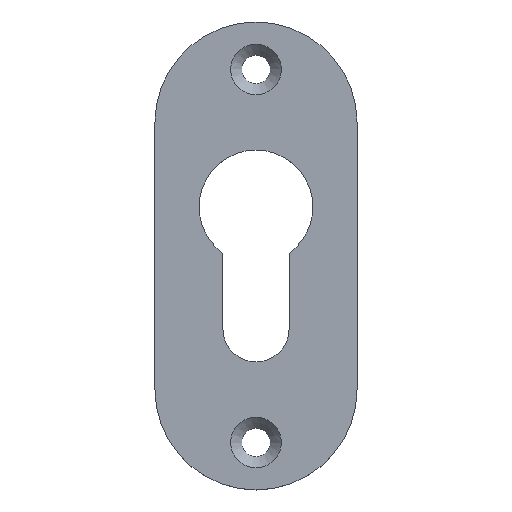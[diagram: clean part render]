
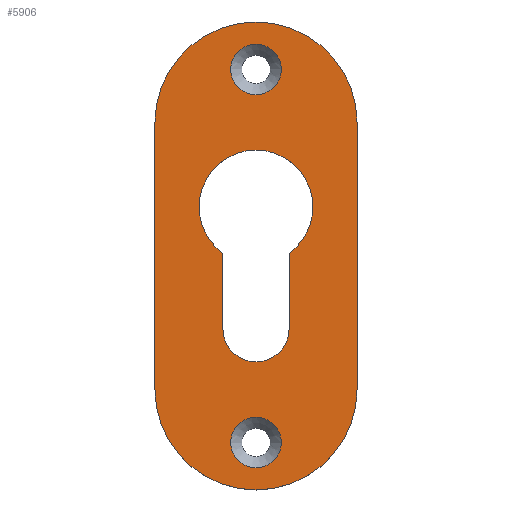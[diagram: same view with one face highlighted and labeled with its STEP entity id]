
A CAD part, top view. The second image highlights one B-rep face of the part: STEP entity #5906.
In plain terms, the highlighted planar face has unit normal (0, 0, 1).
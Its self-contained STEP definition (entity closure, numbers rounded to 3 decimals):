
#15 = EDGE_CURVE ( 'NONE', #9957, #5316, #8439, .T. ) ;
#37 = CIRCLE ( 'NONE', #7569, 5.25 ) ;
#210 = CARTESIAN_POINT ( 'NONE',  ( 0., 21., 6. ) ) ;
#245 = DIRECTION ( 'NONE',  ( 1., 0., 0. ) ) ;
#278 = CIRCLE ( 'NONE', #3665, 9. ) ;
#324 = VECTOR ( 'NONE', #423, 1000. ) ;
#406 = VECTOR ( 'NONE', #2968, 1000. ) ;
#409 = EDGE_CURVE ( 'NONE', #4486, #8543, #5610, .T. ) ;
#423 = DIRECTION ( 'NONE',  ( 0., -1., 0. ) ) ;
#551 = EDGE_LOOP ( 'NONE', ( #3701, #3144, #8468, #9737, #8320, #3300 ) ) ;
#555 = VERTEX_POINT ( 'NONE', #9657 ) ;
#571 = CIRCLE ( 'NONE', #1646, 4. ) ;
#610 = AXIS2_PLACEMENT_3D ( 'NONE', #10126, #5369, #4509 ) ;
#672 = EDGE_CURVE ( 'NONE', #1767, #9563, #2412, .T. ) ;
#692 = VERTEX_POINT ( 'NONE', #7104 ) ;
#806 = CARTESIAN_POINT ( 'NONE',  ( 0., 7.75, 6. ) ) ;
#959 = EDGE_CURVE ( 'NONE', #1495, #2372, #5102, .T. ) ;
#1301 = EDGE_LOOP ( 'NONE', ( #3180, #5819 ) ) ;
#1479 = LINE ( 'NONE', #3137, #8104 ) ;
#1487 = EDGE_CURVE ( 'NONE', #692, #1767, #278, .T. ) ;
#1495 = VERTEX_POINT ( 'NONE', #5667 ) ;
#1529 = CIRCLE ( 'NONE', #10240, 16. ) ;
#1646 = AXIS2_PLACEMENT_3D ( 'NONE', #3102, #9362, #10471 ) ;
#1686 = EDGE_CURVE ( 'NONE', #555, #3209, #1918, .T. ) ;
#1767 = VERTEX_POINT ( 'NONE', #5138 ) ;
#1883 = CIRCLE ( 'NONE', #610, 16. ) ;
#1885 = EDGE_CURVE ( 'NONE', #7000, #1495, #37, .T. ) ;
#1918 = CIRCLE ( 'NONE', #4988, 16. ) ;
#1963 = CIRCLE ( 'NONE', #2314, 4. ) ;
#2043 = CARTESIAN_POINT ( 'NONE',  ( 0., 21., 6. ) ) ;
#2101 = CIRCLE ( 'NONE', #3656, 16. ) ;
#2242 = AXIS2_PLACEMENT_3D ( 'NONE', #7933, #8767, #3863 ) ;
#2306 = DIRECTION ( 'NONE',  ( 0., 0., 1. ) ) ;
#2314 = AXIS2_PLACEMENT_3D ( 'NONE', #7124, #4632, #3122 ) ;
#2372 = VERTEX_POINT ( 'NONE', #3607 ) ;
#2412 = CIRCLE ( 'NONE', #2242, 9. ) ;
#2575 = CARTESIAN_POINT ( 'NONE',  ( 4., -29.5, 6. ) ) ;
#2618 = FACE_OUTER_BOUND ( 'NONE', #3283, .T. ) ;
#2625 = EDGE_CURVE ( 'NONE', #8560, #6281, #1529, .T. ) ;
#2925 = CARTESIAN_POINT ( 'NONE',  ( 16., 37., 6. ) ) ;
#2959 = LINE ( 'NONE', #10307, #324 ) ;
#2964 = CARTESIAN_POINT ( 'NONE',  ( 0., 29.5, 6. ) ) ;
#2968 = DIRECTION ( 'NONE',  ( 0., 1., 0. ) ) ;
#3102 = CARTESIAN_POINT ( 'NONE',  ( 0., 29.5, 6. ) ) ;
#3109 = CIRCLE ( 'NONE', #10175, 4. ) ;
#3122 = DIRECTION ( 'NONE',  ( 1., 0., 0. ) ) ;
#3123 = DIRECTION ( 'NONE',  ( 1., 0., 0. ) ) ;
#3137 = CARTESIAN_POINT ( 'NONE',  ( -5.25, -11.5, 6. ) ) ;
#3144 = ORIENTED_EDGE ( 'NONE', *, *, #1885, .F. ) ;
#3180 = ORIENTED_EDGE ( 'NONE', *, *, #7485, .T. ) ;
#3209 = VERTEX_POINT ( 'NONE', #8442 ) ;
#3283 = EDGE_LOOP ( 'NONE', ( #9678, #3339, #8783, #3480, #9173, #9067 ) ) ;
#3300 = ORIENTED_EDGE ( 'NONE', *, *, #7817, .F. ) ;
#3339 = ORIENTED_EDGE ( 'NONE', *, *, #4749, .T. ) ;
#3480 = ORIENTED_EDGE ( 'NONE', *, *, #6473, .T. ) ;
#3523 = DIRECTION ( 'NONE',  ( 0., 0., 1. ) ) ;
#3607 = CARTESIAN_POINT ( 'NONE',  ( 5.25, 0.44, 6. ) ) ;
#3656 = AXIS2_PLACEMENT_3D ( 'NONE', #2043, #9422, #5388 ) ;
#3665 = AXIS2_PLACEMENT_3D ( 'NONE', #806, #9811, #4917 ) ;
#3700 = CARTESIAN_POINT ( 'NONE',  ( 0., -11.5, 6. ) ) ;
#3701 = ORIENTED_EDGE ( 'NONE', *, *, #959, .F. ) ;
#3756 = FACE_BOUND ( 'NONE', #551, .T. ) ;
#3863 = DIRECTION ( 'NONE',  ( 1., 0., 0. ) ) ;
#3966 = CARTESIAN_POINT ( 'NONE',  ( 5.25, 0.44, 6. ) ) ;
#4118 = CARTESIAN_POINT ( 'NONE',  ( 16., 21., 6. ) ) ;
#4486 = VERTEX_POINT ( 'NONE', #10267 ) ;
#4509 = DIRECTION ( 'NONE',  ( 1., 0., 0. ) ) ;
#4529 = DIRECTION ( 'NONE',  ( 1., 0., 0. ) ) ;
#4632 = DIRECTION ( 'NONE',  ( 0., 0., -1. ) ) ;
#4662 = FACE_BOUND ( 'NONE', #7414, .T. ) ;
#4749 = EDGE_CURVE ( 'NONE', #6281, #4486, #1883, .T. ) ;
#4873 = DIRECTION ( 'NONE',  ( 0., -1., 0. ) ) ;
#4917 = DIRECTION ( 'NONE',  ( 1., 0., 0. ) ) ;
#4962 = AXIS2_PLACEMENT_3D ( 'NONE', #2964, #9590, #5518 ) ;
#4988 = AXIS2_PLACEMENT_3D ( 'NONE', #210, #3523, #245 ) ;
#5057 = VERTEX_POINT ( 'NONE', #2575 ) ;
#5102 = LINE ( 'NONE', #3966, #8943 ) ;
#5138 = CARTESIAN_POINT ( 'NONE',  ( -9., 7.75, 6. ) ) ;
#5316 = VERTEX_POINT ( 'NONE', #9001 ) ;
#5369 = DIRECTION ( 'NONE',  ( 0., 0., 1. ) ) ;
#5388 = DIRECTION ( 'NONE',  ( 1., 0., 0. ) ) ;
#5518 = DIRECTION ( 'NONE',  ( 1., 0., 0. ) ) ;
#5610 = LINE ( 'NONE', #2925, #406 ) ;
#5642 = DIRECTION ( 'NONE',  ( 1., 0., 0. ) ) ;
#5667 = CARTESIAN_POINT ( 'NONE',  ( 5.25, -11.5, 6. ) ) ;
#5796 = DIRECTION ( 'NONE',  ( 1., 0., 0. ) ) ;
#5819 = ORIENTED_EDGE ( 'NONE', *, *, #10095, .T. ) ;
#5870 = DIRECTION ( 'NONE',  ( 0., 0., 1. ) ) ;
#5906 = ADVANCED_FACE ( 'NONE', ( #9793, #4662, #2618, #3756 ), #6519, .T. ) ;
#6134 = CARTESIAN_POINT ( 'NONE',  ( -4., -29.5, 6. ) ) ;
#6281 = VERTEX_POINT ( 'NONE', #9328 ) ;
#6473 = EDGE_CURVE ( 'NONE', #8543, #555, #2101, .T. ) ;
#6519 = PLANE ( 'NONE',  #8469 ) ;
#6571 = CARTESIAN_POINT ( 'NONE',  ( -5.25, -11.5, 6. ) ) ;
#6581 = DIRECTION ( 'NONE',  ( 0., 0., -1. ) ) ;
#6604 = DIRECTION ( 'NONE',  ( 0., 0., 1. ) ) ;
#7000 = VERTEX_POINT ( 'NONE', #6571 ) ;
#7104 = CARTESIAN_POINT ( 'NONE',  ( 9., 7.75, 6. ) ) ;
#7124 = CARTESIAN_POINT ( 'NONE',  ( 0., -29.5, 6. ) ) ;
#7225 = AXIS2_PLACEMENT_3D ( 'NONE', #8149, #6604, #5642 ) ;
#7351 = EDGE_CURVE ( 'NONE', #9563, #7000, #1479, .T. ) ;
#7402 = CARTESIAN_POINT ( 'NONE',  ( 0., -29.5, 6. ) ) ;
#7414 = EDGE_LOOP ( 'NONE', ( #8074, #9388 ) ) ;
#7485 = EDGE_CURVE ( 'NONE', #5057, #9188, #3109, .T. ) ;
#7569 = AXIS2_PLACEMENT_3D ( 'NONE', #3700, #9221, #4529 ) ;
#7702 = CIRCLE ( 'NONE', #7225, 9. ) ;
#7817 = EDGE_CURVE ( 'NONE', #2372, #692, #7702, .T. ) ;
#7933 = CARTESIAN_POINT ( 'NONE',  ( 0., 7.75, 6. ) ) ;
#7945 = CARTESIAN_POINT ( 'NONE',  ( 0., -21., 6. ) ) ;
#8074 = ORIENTED_EDGE ( 'NONE', *, *, #10270, .T. ) ;
#8104 = VECTOR ( 'NONE', #4873, 1000. ) ;
#8149 = CARTESIAN_POINT ( 'NONE',  ( 0., 7.75, 6. ) ) ;
#8309 = CARTESIAN_POINT ( 'NONE',  ( 0., 0., 6. ) ) ;
#8320 = ORIENTED_EDGE ( 'NONE', *, *, #1487, .F. ) ;
#8340 = CARTESIAN_POINT ( 'NONE',  ( -16., -21., 6. ) ) ;
#8439 = CIRCLE ( 'NONE', #4962, 4. ) ;
#8442 = CARTESIAN_POINT ( 'NONE',  ( -16., 21., 6. ) ) ;
#8468 = ORIENTED_EDGE ( 'NONE', *, *, #7351, .F. ) ;
#8469 = AXIS2_PLACEMENT_3D ( 'NONE', #8309, #5870, #3123 ) ;
#8543 = VERTEX_POINT ( 'NONE', #4118 ) ;
#8560 = VERTEX_POINT ( 'NONE', #8340 ) ;
#8623 = CARTESIAN_POINT ( 'NONE',  ( -5.25, 0.44, 6. ) ) ;
#8767 = DIRECTION ( 'NONE',  ( 0., 0., 1. ) ) ;
#8783 = ORIENTED_EDGE ( 'NONE', *, *, #409, .T. ) ;
#8943 = VECTOR ( 'NONE', #9685, 1000. ) ;
#9001 = CARTESIAN_POINT ( 'NONE',  ( 4., 29.5, 6. ) ) ;
#9067 = ORIENTED_EDGE ( 'NONE', *, *, #10036, .T. ) ;
#9173 = ORIENTED_EDGE ( 'NONE', *, *, #1686, .T. ) ;
#9188 = VERTEX_POINT ( 'NONE', #6134 ) ;
#9221 = DIRECTION ( 'NONE',  ( 0., 0., 1. ) ) ;
#9284 = CARTESIAN_POINT ( 'NONE',  ( -4., 29.5, 6. ) ) ;
#9328 = CARTESIAN_POINT ( 'NONE',  ( 0., -37., 6. ) ) ;
#9362 = DIRECTION ( 'NONE',  ( 0., 0., -1. ) ) ;
#9388 = ORIENTED_EDGE ( 'NONE', *, *, #15, .T. ) ;
#9422 = DIRECTION ( 'NONE',  ( 0., 0., 1. ) ) ;
#9511 = DIRECTION ( 'NONE',  ( 1., 0., 0. ) ) ;
#9563 = VERTEX_POINT ( 'NONE', #8623 ) ;
#9590 = DIRECTION ( 'NONE',  ( 0., 0., -1. ) ) ;
#9657 = CARTESIAN_POINT ( 'NONE',  ( 0., 37., 6. ) ) ;
#9678 = ORIENTED_EDGE ( 'NONE', *, *, #2625, .T. ) ;
#9685 = DIRECTION ( 'NONE',  ( 0., 1., 0. ) ) ;
#9737 = ORIENTED_EDGE ( 'NONE', *, *, #672, .F. ) ;
#9793 = FACE_BOUND ( 'NONE', #1301, .T. ) ;
#9811 = DIRECTION ( 'NONE',  ( 0., 0., 1. ) ) ;
#9957 = VERTEX_POINT ( 'NONE', #9284 ) ;
#10036 = EDGE_CURVE ( 'NONE', #3209, #8560, #2959, .T. ) ;
#10095 = EDGE_CURVE ( 'NONE', #9188, #5057, #1963, .T. ) ;
#10126 = CARTESIAN_POINT ( 'NONE',  ( 0., -21., 6. ) ) ;
#10175 = AXIS2_PLACEMENT_3D ( 'NONE', #7402, #6581, #5796 ) ;
#10240 = AXIS2_PLACEMENT_3D ( 'NONE', #7945, #2306, #9511 ) ;
#10267 = CARTESIAN_POINT ( 'NONE',  ( 16., -21., 6. ) ) ;
#10270 = EDGE_CURVE ( 'NONE', #5316, #9957, #571, .T. ) ;
#10307 = CARTESIAN_POINT ( 'NONE',  ( -16., 37., 6. ) ) ;
#10471 = DIRECTION ( 'NONE',  ( 1., 0., 0. ) ) ;
